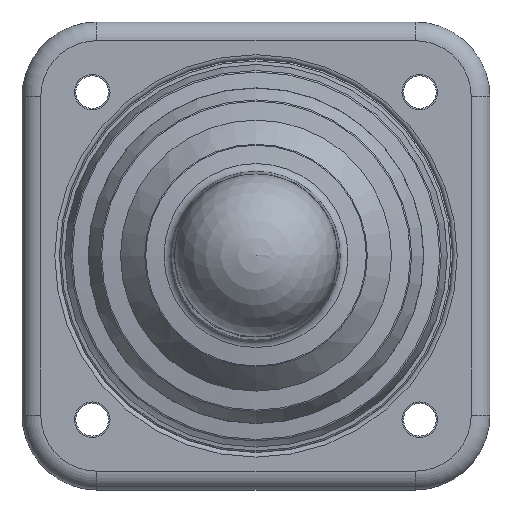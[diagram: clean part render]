
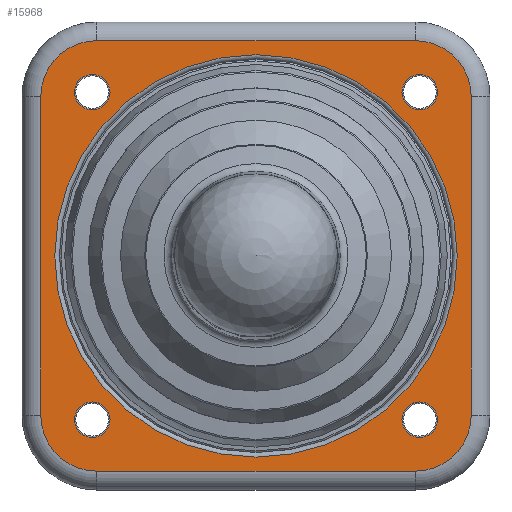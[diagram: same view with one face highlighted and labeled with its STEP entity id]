
A CAD part, top view. The second image highlights one B-rep face of the part: STEP entity #15968.
In plain terms, the highlighted planar face has unit normal (0, 0, 1).
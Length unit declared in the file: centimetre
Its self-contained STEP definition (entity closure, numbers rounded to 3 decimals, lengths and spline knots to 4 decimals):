
#178=FACE_BOUND('',#2678,.T.);
#179=FACE_BOUND('',#2679,.T.);
#180=FACE_BOUND('',#2680,.T.);
#181=FACE_BOUND('',#2681,.T.);
#182=FACE_BOUND('',#2682,.T.);
#855=CIRCLE('',#17166,0.19);
#857=CIRCLE('',#17169,0.19);
#859=CIRCLE('',#17172,0.19);
#861=CIRCLE('',#17175,0.19);
#866=CIRCLE('',#17183,0.6);
#869=CIRCLE('',#17188,0.6);
#872=CIRCLE('',#17193,0.6);
#874=CIRCLE('',#17197,0.6);
#878=CIRCLE('',#17203,2.15);
#1709=FACE_OUTER_BOUND('',#2677,.T.);
#2677=EDGE_LOOP('',(#14178,#14179,#14180,#14181,#14182,#14183,#14184,#14185));
#2678=EDGE_LOOP('',(#14186));
#2679=EDGE_LOOP('',(#14187));
#2680=EDGE_LOOP('',(#14188));
#2681=EDGE_LOOP('',(#14189));
#2682=EDGE_LOOP('',(#14190));
#4479=LINE('',#26782,#6216);
#4480=LINE('',#26791,#6217);
#4481=LINE('',#26799,#6218);
#4483=LINE('',#26809,#6220);
#6216=VECTOR('',#21247,3.4);
#6217=VECTOR('',#21260,3.4);
#6218=VECTOR('',#21271,3.4);
#6220=VECTOR('',#21283,3.4);
#7640=VERTEX_POINT('',#26751);
#7642=VERTEX_POINT('',#26756);
#7644=VERTEX_POINT('',#26761);
#7646=VERTEX_POINT('',#26766);
#7650=VERTEX_POINT('',#26776);
#7652=VERTEX_POINT('',#26780);
#7653=VERTEX_POINT('',#26785);
#7654=VERTEX_POINT('',#26789);
#7655=VERTEX_POINT('',#26793);
#7656=VERTEX_POINT('',#26797);
#7657=VERTEX_POINT('',#26801);
#7659=VERTEX_POINT('',#26807);
#7662=VERTEX_POINT('',#26821);
#9844=EDGE_CURVE('',#7640,#7640,#855,.T.);
#9846=EDGE_CURVE('',#7642,#7642,#857,.T.);
#9848=EDGE_CURVE('',#7644,#7644,#859,.T.);
#9850=EDGE_CURVE('',#7646,#7646,#861,.T.);
#9857=EDGE_CURVE('',#7652,#7650,#4479,.T.);
#9860=EDGE_CURVE('',#7653,#7652,#866,.T.);
#9862=EDGE_CURVE('',#7654,#7653,#4480,.T.);
#9864=EDGE_CURVE('',#7655,#7654,#869,.T.);
#9866=EDGE_CURVE('',#7656,#7655,#4481,.T.);
#9868=EDGE_CURVE('',#7657,#7656,#872,.T.);
#9871=EDGE_CURVE('',#7659,#7657,#4483,.T.);
#9872=EDGE_CURVE('',#7650,#7659,#874,.T.);
#9878=EDGE_CURVE('',#7662,#7662,#878,.T.);
#14178=ORIENTED_EDGE('',*,*,#9872,.F.);
#14179=ORIENTED_EDGE('',*,*,#9857,.F.);
#14180=ORIENTED_EDGE('',*,*,#9860,.F.);
#14181=ORIENTED_EDGE('',*,*,#9862,.F.);
#14182=ORIENTED_EDGE('',*,*,#9864,.F.);
#14183=ORIENTED_EDGE('',*,*,#9866,.F.);
#14184=ORIENTED_EDGE('',*,*,#9868,.F.);
#14185=ORIENTED_EDGE('',*,*,#9871,.F.);
#14186=ORIENTED_EDGE('',*,*,#9850,.T.);
#14187=ORIENTED_EDGE('',*,*,#9848,.T.);
#14188=ORIENTED_EDGE('',*,*,#9846,.T.);
#14189=ORIENTED_EDGE('',*,*,#9844,.T.);
#14190=ORIENTED_EDGE('',*,*,#9878,.F.);
#15145=PLANE('',#17202);
#15968=ADVANCED_FACE('',(#1709,#178,#179,#180,#181,#182),#15145,.T.);
#17166=AXIS2_PLACEMENT_3D('',#26752,#21215,#21216);
#17169=AXIS2_PLACEMENT_3D('',#26757,#21221,#21222);
#17172=AXIS2_PLACEMENT_3D('',#26762,#21227,#21228);
#17175=AXIS2_PLACEMENT_3D('',#26767,#21233,#21234);
#17183=AXIS2_PLACEMENT_3D('',#26787,#21254,#21255);
#17188=AXIS2_PLACEMENT_3D('',#26795,#21265,#21266);
#17193=AXIS2_PLACEMENT_3D('',#26803,#21276,#21277);
#17197=AXIS2_PLACEMENT_3D('',#26811,#21286,#21287);
#17202=AXIS2_PLACEMENT_3D('',#26820,#21298,#21299);
#17203=AXIS2_PLACEMENT_3D('',#26822,#21300,#21301);
#21215=DIRECTION('center_axis',(0.,0.,
-1.));
#21216=DIRECTION('ref_axis',(-1.,0.,0.));
#21221=DIRECTION('center_axis',(0.,0.,
-1.));
#21222=DIRECTION('ref_axis',(0.,-1.,0.));
#21227=DIRECTION('center_axis',(0.,0.,
-1.));
#21228=DIRECTION('ref_axis',(1.,0.,0.));
#21233=DIRECTION('center_axis',(0.,0.,
-1.));
#21234=DIRECTION('ref_axis',(0.,1.,0.));
#21247=DIRECTION('',(0.,1.,0.));
#21254=DIRECTION('center_axis',(0.,0.,
-1.));
#21255=DIRECTION('ref_axis',(-0.707,-0.707,0.));
#21260=DIRECTION('',(-1.,0.,0.));
#21265=DIRECTION('center_axis',(0.,0.,
-1.));
#21266=DIRECTION('ref_axis',(0.707,-0.707,0.));
#21271=DIRECTION('',(0.,-1.,0.));
#21276=DIRECTION('center_axis',(0.,0.,
-1.));
#21277=DIRECTION('ref_axis',(0.707,0.707,0.));
#21283=DIRECTION('',(1.,0.,0.));
#21286=DIRECTION('center_axis',(0.,0.,
-1.));
#21287=DIRECTION('ref_axis',(-0.707,0.707,0.));
#21298=DIRECTION('center_axis',(0.,0.,
1.));
#21299=DIRECTION('ref_axis',(-1.,0.,0.));
#21300=DIRECTION('center_axis',(0.,0.,
1.));
#21301=DIRECTION('ref_axis',(1.,0.,0.));
#26751=CARTESIAN_POINT('',(1.94,1.75,0.61));
#26752=CARTESIAN_POINT('Origin',(1.75,1.75,0.61));
#26756=CARTESIAN_POINT('',(-1.75,1.94,0.61));
#26757=CARTESIAN_POINT('Origin',(-1.75,1.75,0.61));
#26761=CARTESIAN_POINT('',(-1.94,-1.75,0.61));
#26762=CARTESIAN_POINT('Origin',(-1.75,-1.75,0.61));
#26766=CARTESIAN_POINT('',(1.75,-1.94,0.61));
#26767=CARTESIAN_POINT('Origin',(1.75,-1.75,0.61));
#26776=CARTESIAN_POINT('',(-2.3,1.7,0.61));
#26780=CARTESIAN_POINT('',(-2.3,-1.7,0.61));
#26782=CARTESIAN_POINT('',(-2.3,-1.25,0.61));
#26785=CARTESIAN_POINT('',(-1.7,-2.3,0.61));
#26787=CARTESIAN_POINT('Origin',(-1.7,-1.7,0.61));
#26789=CARTESIAN_POINT('',(1.7,-2.3,0.61));
#26791=CARTESIAN_POINT('',(1.25,-2.3,0.61));
#26793=CARTESIAN_POINT('',(2.3,-1.7,0.61));
#26795=CARTESIAN_POINT('Origin',(1.7,-1.7,0.61));
#26797=CARTESIAN_POINT('',(2.3,1.7,0.61));
#26799=CARTESIAN_POINT('',(2.3,1.25,0.61));
#26801=CARTESIAN_POINT('',(1.7,2.3,0.61));
#26803=CARTESIAN_POINT('Origin',(1.7,1.7,0.61));
#26807=CARTESIAN_POINT('',(-1.7,2.3,0.61));
#26809=CARTESIAN_POINT('',(-1.25,2.3,0.61));
#26811=CARTESIAN_POINT('Origin',(-1.7,1.7,0.61));
#26820=CARTESIAN_POINT('Origin',(0.,0.,
0.61));
#26821=CARTESIAN_POINT('',(-2.15,0.,0.61));
#26822=CARTESIAN_POINT('Origin',(0.,0.,
0.61));
